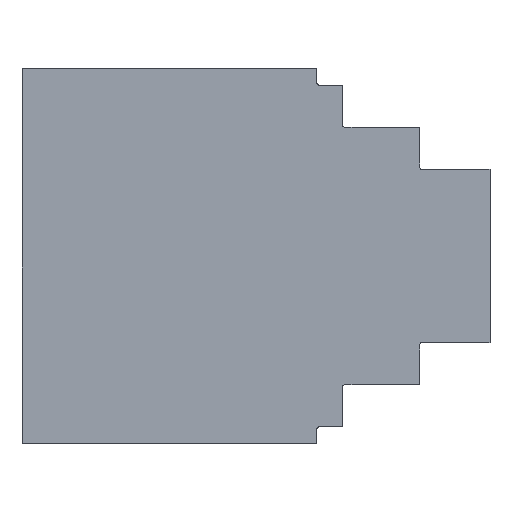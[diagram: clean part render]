
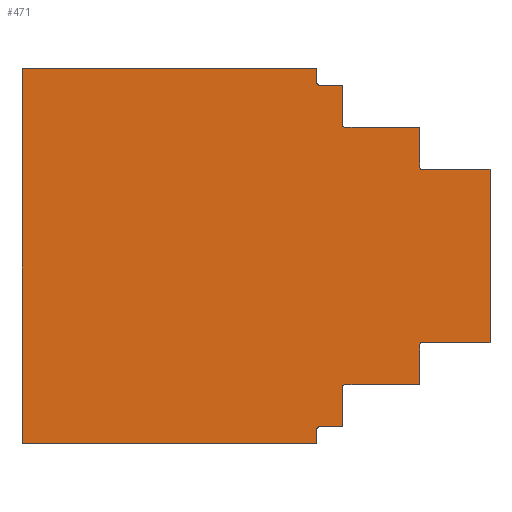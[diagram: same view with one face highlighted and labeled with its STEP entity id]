
A CAD part, top view. The second image highlights one B-rep face of the part: STEP entity #471.
In plain terms, the highlighted planar face has unit normal (0, 0, 1).
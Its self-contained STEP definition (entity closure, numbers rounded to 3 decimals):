
#31=PLANE('',#521);
#55=FACE_OUTER_BOUND('',#79,.T.);
#79=EDGE_LOOP('',(#399,#400,#401,#402,#403,#404,#405,#406,#407,#408,#409,
#410,#411,#412,#413,#414,#415,#416,#417,#418,#419,#420));
#84=LINE('',#665,#138);
#87=LINE('',#671,#141);
#90=LINE('',#677,#144);
#94=LINE('',#689,#148);
#97=LINE('',#695,#151);
#101=LINE('',#707,#155);
#104=LINE('',#713,#158);
#108=LINE('',#725,#162);
#111=LINE('',#731,#165);
#114=LINE('',#737,#168);
#117=LINE('',#743,#171);
#120=LINE('',#749,#174);
#124=LINE('',#761,#178);
#127=LINE('',#767,#181);
#131=LINE('',#779,#185);
#134=LINE('',#783,#188);
#138=VECTOR('',#536,10.);
#141=VECTOR('',#541,10.);
#144=VECTOR('',#546,10.);
#148=VECTOR('',#558,10.);
#151=VECTOR('',#563,10.);
#155=VECTOR('',#575,10.);
#158=VECTOR('',#580,10.);
#162=VECTOR('',#592,10.);
#165=VECTOR('',#597,10.);
#168=VECTOR('',#602,10.);
#171=VECTOR('',#607,10.);
#174=VECTOR('',#612,10.);
#178=VECTOR('',#624,10.);
#181=VECTOR('',#629,10.);
#185=VECTOR('',#641,10.);
#188=VECTOR('',#646,10.);
#190=CIRCLE('',#489,0.5);
#192=CIRCLE('',#495,0.5);
#194=CIRCLE('',#500,0.5);
#196=CIRCLE('',#505,0.5);
#198=CIRCLE('',#513,0.5);
#200=CIRCLE('',#518,0.5);
#203=VERTEX_POINT('',#656);
#204=VERTEX_POINT('',#658);
#206=VERTEX_POINT('',#664);
#208=VERTEX_POINT('',#670);
#210=VERTEX_POINT('',#676);
#212=VERTEX_POINT('',#682);
#214=VERTEX_POINT('',#688);
#216=VERTEX_POINT('',#694);
#218=VERTEX_POINT('',#700);
#220=VERTEX_POINT('',#706);
#222=VERTEX_POINT('',#712);
#224=VERTEX_POINT('',#718);
#226=VERTEX_POINT('',#724);
#228=VERTEX_POINT('',#730);
#230=VERTEX_POINT('',#736);
#232=VERTEX_POINT('',#742);
#234=VERTEX_POINT('',#748);
#236=VERTEX_POINT('',#754);
#238=VERTEX_POINT('',#760);
#240=VERTEX_POINT('',#766);
#242=VERTEX_POINT('',#772);
#244=VERTEX_POINT('',#778);
#247=EDGE_CURVE('',#204,#203,#190,.T.);
#250=EDGE_CURVE('',#206,#204,#84,.T.);
#253=EDGE_CURVE('',#208,#206,#87,.T.);
#256=EDGE_CURVE('',#210,#208,#90,.T.);
#259=EDGE_CURVE('',#212,#210,#192,.T.);
#262=EDGE_CURVE('',#214,#212,#94,.T.);
#265=EDGE_CURVE('',#216,#214,#97,.T.);
#268=EDGE_CURVE('',#218,#216,#194,.T.);
#271=EDGE_CURVE('',#220,#218,#101,.T.);
#274=EDGE_CURVE('',#222,#220,#104,.T.);
#277=EDGE_CURVE('',#224,#222,#196,.T.);
#280=EDGE_CURVE('',#226,#224,#108,.T.);
#283=EDGE_CURVE('',#228,#226,#111,.T.);
#286=EDGE_CURVE('',#230,#228,#114,.T.);
#289=EDGE_CURVE('',#232,#230,#117,.T.);
#292=EDGE_CURVE('',#234,#232,#120,.T.);
#295=EDGE_CURVE('',#236,#234,#198,.T.);
#298=EDGE_CURVE('',#238,#236,#124,.T.);
#301=EDGE_CURVE('',#240,#238,#127,.T.);
#304=EDGE_CURVE('',#242,#240,#200,.T.);
#307=EDGE_CURVE('',#244,#242,#131,.T.);
#310=EDGE_CURVE('',#203,#244,#134,.T.);
#399=ORIENTED_EDGE('',*,*,#310,.T.);
#400=ORIENTED_EDGE('',*,*,#307,.T.);
#401=ORIENTED_EDGE('',*,*,#304,.T.);
#402=ORIENTED_EDGE('',*,*,#301,.T.);
#403=ORIENTED_EDGE('',*,*,#298,.T.);
#404=ORIENTED_EDGE('',*,*,#295,.T.);
#405=ORIENTED_EDGE('',*,*,#292,.T.);
#406=ORIENTED_EDGE('',*,*,#289,.T.);
#407=ORIENTED_EDGE('',*,*,#286,.T.);
#408=ORIENTED_EDGE('',*,*,#283,.T.);
#409=ORIENTED_EDGE('',*,*,#280,.T.);
#410=ORIENTED_EDGE('',*,*,#277,.T.);
#411=ORIENTED_EDGE('',*,*,#274,.T.);
#412=ORIENTED_EDGE('',*,*,#271,.T.);
#413=ORIENTED_EDGE('',*,*,#268,.T.);
#414=ORIENTED_EDGE('',*,*,#265,.T.);
#415=ORIENTED_EDGE('',*,*,#262,.T.);
#416=ORIENTED_EDGE('',*,*,#259,.T.);
#417=ORIENTED_EDGE('',*,*,#256,.T.);
#418=ORIENTED_EDGE('',*,*,#253,.T.);
#419=ORIENTED_EDGE('',*,*,#250,.T.);
#420=ORIENTED_EDGE('',*,*,#247,.T.);
#471=ADVANCED_FACE('',(#55),#31,.T.);
#489=AXIS2_PLACEMENT_3D('',#659,#530,#531);
#495=AXIS2_PLACEMENT_3D('',#683,#552,#553);
#500=AXIS2_PLACEMENT_3D('',#701,#569,#570);
#505=AXIS2_PLACEMENT_3D('',#719,#586,#587);
#513=AXIS2_PLACEMENT_3D('',#755,#618,#619);
#518=AXIS2_PLACEMENT_3D('',#773,#635,#636);
#521=AXIS2_PLACEMENT_3D('',#784,#647,#648);
#530=DIRECTION('center_axis',(0.,0.,-1.));
#531=DIRECTION('ref_axis',(-1.,0.,0.));
#536=DIRECTION('',(-1.,0.,0.));
#541=DIRECTION('',(0.,1.,0.));
#546=DIRECTION('',(1.,0.,0.));
#552=DIRECTION('center_axis',(0.,0.,-1.));
#553=DIRECTION('ref_axis',(0.,1.,0.));
#558=DIRECTION('',(0.,1.,0.));
#563=DIRECTION('',(1.,0.001,0.));
#569=DIRECTION('center_axis',(0.,0.,-1.));
#570=DIRECTION('ref_axis',(-0.001,1.,0.));
#575=DIRECTION('',(0.,1.,0.));
#580=DIRECTION('',(1.,0.,0.));
#586=DIRECTION('center_axis',(0.,0.,-1.));
#587=DIRECTION('ref_axis',(0.,1.,0.));
#592=DIRECTION('',(0.,1.,0.));
#597=DIRECTION('',(1.,0.,0.));
#602=DIRECTION('',(0.,-1.,0.));
#607=DIRECTION('',(-1.,0.,0.));
#612=DIRECTION('',(0.,1.,0.));
#618=DIRECTION('center_axis',(0.,0.,-1.));
#619=DIRECTION('ref_axis',(-1.,0.,0.));
#624=DIRECTION('',(-1.,0.,0.));
#629=DIRECTION('',(0.,1.,0.));
#635=DIRECTION('center_axis',(0.,0.,-1.));
#636=DIRECTION('ref_axis',(-1.,0.,0.));
#641=DIRECTION('',(-1.,0.,0.));
#646=DIRECTION('',(0.,1.,0.));
#647=DIRECTION('center_axis',(0.,0.,1.));
#648=DIRECTION('ref_axis',(1.,0.,0.));
#656=CARTESIAN_POINT('',(287.881,70.376,3.));
#658=CARTESIAN_POINT('',(288.381,69.876,3.));
#659=CARTESIAN_POINT('Origin',(288.381,70.376,3.));
#664=CARTESIAN_POINT('',(302.881,69.876,3.));
#665=CARTESIAN_POINT('',(288.381,69.876,3.));
#670=CARTESIAN_POINT('',(302.881,32.876,3.));
#671=CARTESIAN_POINT('',(302.881,69.876,3.));
#676=CARTESIAN_POINT('',(288.381,32.876,3.));
#677=CARTESIAN_POINT('',(302.881,32.876,3.));
#682=CARTESIAN_POINT('',(287.881,32.376,3.));
#683=CARTESIAN_POINT('Origin',(288.381,32.376,3.));
#688=CARTESIAN_POINT('',(287.881,23.876,3.));
#689=CARTESIAN_POINT('',(287.881,23.876,3.));
#694=CARTESIAN_POINT('',(271.88,23.861,3.));
#695=CARTESIAN_POINT('',(287.881,23.876,3.));
#700=CARTESIAN_POINT('',(271.381,23.361,3.));
#701=CARTESIAN_POINT('Origin',(271.881,23.361,3.));
#706=CARTESIAN_POINT('',(271.381,14.876,3.));
#707=CARTESIAN_POINT('',(271.381,14.876,3.));
#712=CARTESIAN_POINT('',(266.381,14.876,3.));
#713=CARTESIAN_POINT('',(266.381,14.876,3.));
#718=CARTESIAN_POINT('',(265.881,14.376,3.));
#719=CARTESIAN_POINT('Origin',(266.381,14.376,3.));
#724=CARTESIAN_POINT('',(265.881,11.376,3.));
#725=CARTESIAN_POINT('',(265.881,11.376,3.));
#730=CARTESIAN_POINT('',(202.881,11.376,3.));
#731=CARTESIAN_POINT('',(265.881,11.376,3.));
#736=CARTESIAN_POINT('',(202.881,91.376,3.));
#737=CARTESIAN_POINT('',(202.881,11.376,3.));
#742=CARTESIAN_POINT('',(265.881,91.376,3.));
#743=CARTESIAN_POINT('',(202.881,91.376,3.));
#748=CARTESIAN_POINT('',(265.881,88.376,3.));
#749=CARTESIAN_POINT('',(265.881,91.376,3.));
#754=CARTESIAN_POINT('',(266.381,87.876,3.));
#755=CARTESIAN_POINT('Origin',(266.381,88.376,3.));
#760=CARTESIAN_POINT('',(271.381,87.876,3.));
#761=CARTESIAN_POINT('',(271.381,87.876,3.));
#766=CARTESIAN_POINT('',(271.381,79.376,3.));
#767=CARTESIAN_POINT('',(271.381,87.876,3.));
#772=CARTESIAN_POINT('',(271.881,78.876,3.));
#773=CARTESIAN_POINT('Origin',(271.881,79.376,3.));
#778=CARTESIAN_POINT('',(287.881,78.876,3.));
#779=CARTESIAN_POINT('',(271.881,78.876,3.));
#783=CARTESIAN_POINT('',(287.881,70.376,3.));
#784=CARTESIAN_POINT('Origin',(252.881,51.376,3.));
